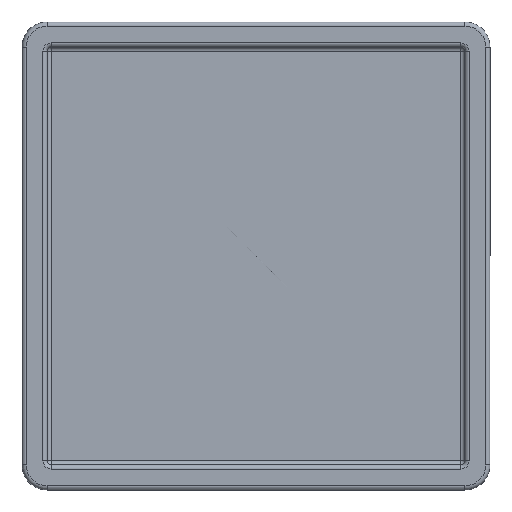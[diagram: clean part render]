
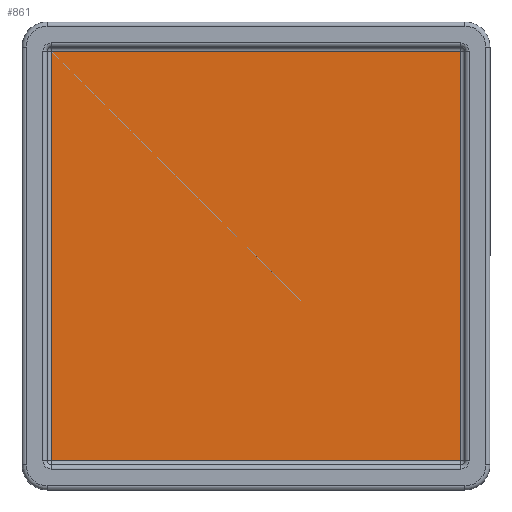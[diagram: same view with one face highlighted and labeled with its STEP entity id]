
A CAD part, front view. The second image highlights one B-rep face of the part: STEP entity #861.
In plain terms, the highlighted planar face has unit normal (0, -1, 0).
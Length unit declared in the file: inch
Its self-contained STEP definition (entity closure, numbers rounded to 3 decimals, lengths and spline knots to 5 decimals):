
#54 = VERTEX_POINT ( 'NONE', #1376 ) ;
#55 = EDGE_LOOP ( 'NONE', ( #1507, #383, #171, #379 ) ) ;
#61 = VERTEX_POINT ( 'NONE', #1406 ) ;
#68 = EDGE_CURVE ( 'NONE', #408, #54, #1417, .T. ) ;
#171 = ORIENTED_EDGE ( 'NONE', *, *, #450, .T. ) ;
#184 = EDGE_CURVE ( 'NONE', #61, #408, #1223, .T. ) ;
#367 = EDGE_CURVE ( 'NONE', #54, #834, #908, .T. ) ;
#379 = ORIENTED_EDGE ( 'NONE', *, *, #184, .T. ) ;
#383 = ORIENTED_EDGE ( 'NONE', *, *, #367, .T. ) ;
#402 = AXIS2_PLACEMENT_3D ( 'NONE', #526, #524, #522 ) ;
#408 = VERTEX_POINT ( 'NONE', #849 ) ;
#443 = VECTOR ( 'NONE', #902, 39.37008 ) ;
#450 = EDGE_CURVE ( 'NONE', #834, #61, #814, .T. ) ;
#475 = VECTOR ( 'NONE', #811, 39.37008 ) ;
#522 = DIRECTION ( 'NONE',  ( 0., 0., -1. ) ) ;
#524 = DIRECTION ( 'NONE',  ( 0., -1., 0. ) ) ;
#526 = CARTESIAN_POINT ( 'NONE',  ( 0., 0.5, 0. ) ) ;
#527 = PLANE ( 'NONE',  #402 ) ;
#528 = FACE_OUTER_BOUND ( 'NONE', #55, .T. ) ;
#556 = CARTESIAN_POINT ( 'NONE',  ( 0.49, 0.5, 0.49 ) ) ;
#811 = DIRECTION ( 'NONE',  ( -1., 0., 0. ) ) ;
#813 = CARTESIAN_POINT ( 'NONE',  ( -0.5, 0.5, 0.49 ) ) ;
#814 = LINE ( 'NONE', #813, #475 ) ;
#834 = VERTEX_POINT ( 'NONE', #556 ) ;
#849 = CARTESIAN_POINT ( 'NONE',  ( -0.49, 0.5, -0.49 ) ) ;
#861 = ADVANCED_FACE ( 'NONE', ( #528 ), #527, .T. ) ;
#902 = DIRECTION ( 'NONE',  ( 0., 0., 1. ) ) ;
#906 = CARTESIAN_POINT ( 'NONE',  ( 0.49, 0.5, 0.5 ) ) ;
#908 = LINE ( 'NONE', #906, #443 ) ;
#947 = VECTOR ( 'NONE', #1403, 39.37008 ) ;
#991 = VECTOR ( 'NONE', #1212, 39.37008 ) ;
#1212 = DIRECTION ( 'NONE',  ( 0., 0., -1. ) ) ;
#1214 = CARTESIAN_POINT ( 'NONE',  ( -0.49, 0.5, -0.5 ) ) ;
#1223 = LINE ( 'NONE', #1214, #991 ) ;
#1376 = CARTESIAN_POINT ( 'NONE',  ( 0.49, 0.5, -0.49 ) ) ;
#1403 = DIRECTION ( 'NONE',  ( 1., 0., 0. ) ) ;
#1406 = CARTESIAN_POINT ( 'NONE',  ( -0.49, 0.5, 0.49 ) ) ;
#1417 = LINE ( 'NONE', #1468, #947 ) ;
#1468 = CARTESIAN_POINT ( 'NONE',  ( 0.5, 0.5, -0.49 ) ) ;
#1507 = ORIENTED_EDGE ( 'NONE', *, *, #68, .T. ) ;
